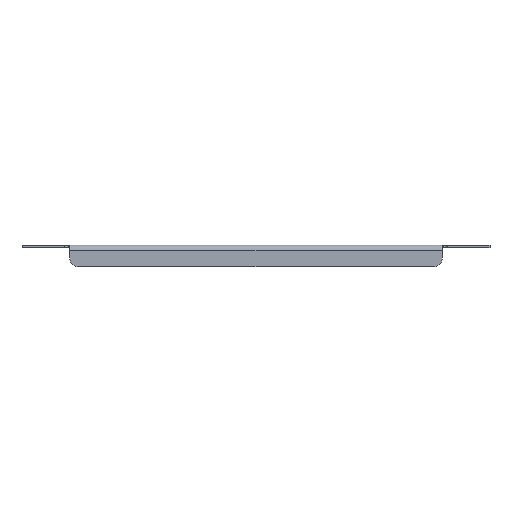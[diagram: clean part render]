
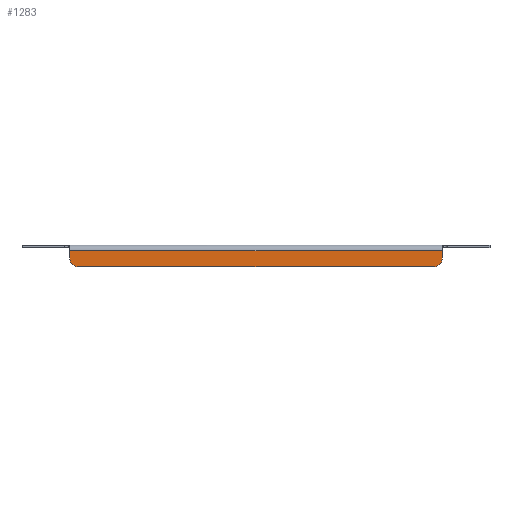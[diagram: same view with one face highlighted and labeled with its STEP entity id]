
A CAD part, front view. The second image highlights one B-rep face of the part: STEP entity #1283.
In plain terms, the highlighted planar face has unit normal (0, -1, 0).
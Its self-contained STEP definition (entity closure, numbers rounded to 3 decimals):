
#62 = AXIS2_PLACEMENT_3D ( 'NONE', #763, #1060, #178 ) ;
#71 = EDGE_CURVE ( 'NONE', #1398, #160, #320, .T. ) ;
#149 = VERTEX_POINT ( 'NONE', #550 ) ;
#160 = VERTEX_POINT ( 'NONE', #184 ) ;
#165 = EDGE_CURVE ( 'NONE', #239, #160, #1198, .T. ) ;
#168 = FACE_OUTER_BOUND ( 'NONE', #1194, .T. ) ;
#178 = DIRECTION ( 'NONE',  ( 1., 0., 0. ) ) ;
#184 = CARTESIAN_POINT ( 'NONE',  ( 102., -81.25, -7. ) ) ;
#213 = CARTESIAN_POINT ( 'NONE',  ( -102., -81.25, -2.807 ) ) ;
#233 = VERTEX_POINT ( 'NONE', #1058 ) ;
#239 = VERTEX_POINT ( 'NONE', #581 ) ;
#251 = CIRCLE ( 'NONE', #1650, 5. ) ;
#255 = ORIENTED_EDGE ( 'NONE', *, *, #374, .T. ) ;
#274 = ORIENTED_EDGE ( 'NONE', *, *, #509, .T. ) ;
#300 = CARTESIAN_POINT ( 'NONE',  ( -97., -81.25, -7. ) ) ;
#320 = CIRCLE ( 'NONE', #1222, 5. ) ;
#374 = EDGE_CURVE ( 'NONE', #149, #681, #251, .T. ) ;
#383 = DIRECTION ( 'NONE',  ( 1., 0., 0. ) ) ;
#410 = VECTOR ( 'NONE', #383, 1000. ) ;
#509 = EDGE_CURVE ( 'NONE', #681, #1398, #1167, .T. ) ;
#547 = VECTOR ( 'NONE', #1260, 1000. ) ;
#550 = CARTESIAN_POINT ( 'NONE',  ( -102., -81.25, -7. ) ) ;
#557 = CARTESIAN_POINT ( 'NONE',  ( 128., -81.25, -12. ) ) ;
#581 = CARTESIAN_POINT ( 'NONE',  ( 102., -81.25, -3. ) ) ;
#681 = VERTEX_POINT ( 'NONE', #1051 ) ;
#700 = ORIENTED_EDGE ( 'NONE', *, *, #1774, .T. ) ;
#763 = CARTESIAN_POINT ( 'NONE',  ( 0., -81.25, 78.443 ) ) ;
#806 = LINE ( 'NONE', #1571, #1279 ) ;
#983 = ORIENTED_EDGE ( 'NONE', *, *, #1799, .F. ) ;
#1051 = CARTESIAN_POINT ( 'NONE',  ( -97., -81.25, -12. ) ) ;
#1058 = CARTESIAN_POINT ( 'NONE',  ( -102., -81.25, -3. ) ) ;
#1060 = DIRECTION ( 'NONE',  ( 0., -1., 0. ) ) ;
#1084 = PLANE ( 'NONE',  #62 ) ;
#1124 = DIRECTION ( 'NONE',  ( -1., 0., 0. ) ) ;
#1167 = LINE ( 'NONE', #557, #410 ) ;
#1194 = EDGE_LOOP ( 'NONE', ( #1267, #700, #983, #255, #274, #1592 ) ) ;
#1198 = LINE ( 'NONE', #1582, #547 ) ;
#1222 = AXIS2_PLACEMENT_3D ( 'NONE', #1307, #1297, #1733 ) ;
#1260 = DIRECTION ( 'NONE',  ( 0., 0., -1. ) ) ;
#1267 = ORIENTED_EDGE ( 'NONE', *, *, #165, .F. ) ;
#1279 = VECTOR ( 'NONE', #1124, 1000. ) ;
#1282 = LINE ( 'NONE', #213, #1373 ) ;
#1283 = ADVANCED_FACE ( 'NONE', ( #168 ), #1084, .T. ) ;
#1297 = DIRECTION ( 'NONE',  ( 0., -1., 0. ) ) ;
#1307 = CARTESIAN_POINT ( 'NONE',  ( 97., -81.25, -7. ) ) ;
#1373 = VECTOR ( 'NONE', #1922, 1000. ) ;
#1398 = VERTEX_POINT ( 'NONE', #1446 ) ;
#1399 = DIRECTION ( 'NONE',  ( 1., 0., 0. ) ) ;
#1446 = CARTESIAN_POINT ( 'NONE',  ( 97., -81.25, -12. ) ) ;
#1569 = DIRECTION ( 'NONE',  ( 0., -1., 0. ) ) ;
#1571 = CARTESIAN_POINT ( 'NONE',  ( 0., -81.25, -3. ) ) ;
#1582 = CARTESIAN_POINT ( 'NONE',  ( 102., -81.25, -12. ) ) ;
#1592 = ORIENTED_EDGE ( 'NONE', *, *, #71, .T. ) ;
#1650 = AXIS2_PLACEMENT_3D ( 'NONE', #300, #1569, #1399 ) ;
#1733 = DIRECTION ( 'NONE',  ( 1., 0., 0. ) ) ;
#1774 = EDGE_CURVE ( 'NONE', #239, #233, #806, .T. ) ;
#1799 = EDGE_CURVE ( 'NONE', #149, #233, #1282, .T. ) ;
#1922 = DIRECTION ( 'NONE',  ( 0., 0., 1. ) ) ;
